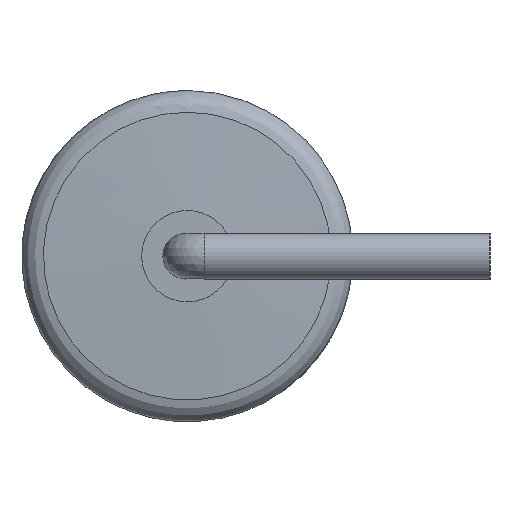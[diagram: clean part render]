
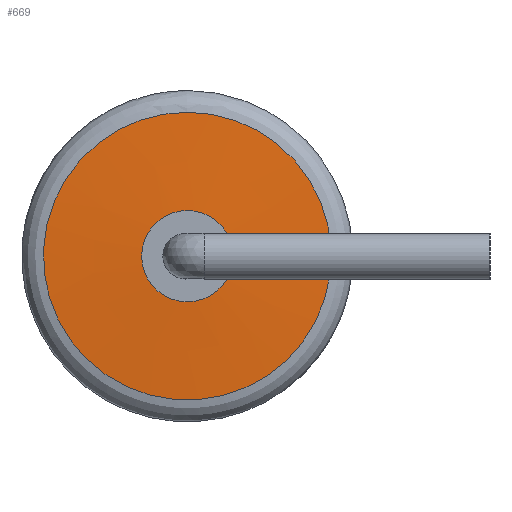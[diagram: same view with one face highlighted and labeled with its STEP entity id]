
A CAD part, left-side view. The second image highlights one B-rep face of the part: STEP entity #669.
In plain terms, the highlighted conical face has half-angle 87.274 degrees and reference radius 0.8 mm.
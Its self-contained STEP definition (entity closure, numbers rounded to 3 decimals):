
#434 = ( BOUNDED_SURFACE() B_SPLINE_SURFACE(2,13,(
    (#435,#436,#437,#438,#439,#440,#441,#442,#443,#444,#445,#446,#447
      ,#448)
    ,(#449,#450,#451,#452,#453,#454,#455,#456,#457,#458,#459,#460,#461
      ,#462)
    ,(#463,#464,#465,#466,#467,#468,#469,#470,#471,#472,#473,#474,#475
,#476
    )),.UNSPECIFIED.,.F.,.T.,.F.) B_SPLINE_SURFACE_WITH_KNOTS((3,3),(14,
    14),(0.,18.221),(0.,18.221),
.PIECEWISE_BEZIER_KNOTS.) GEOMETRIC_REPRESENTATION_ITEM() 
RATIONAL_B_SPLINE_SURFACE((
    (1.,1.,1.,1.,1.,1.,1.,1.,1.,1.,1.,1.,1.,1.)
    ,(0.724,0.724,0.724,0.724
      ,0.724,0.724,0.724,0.724
      ,0.724,0.724,0.724,0.724
      ,0.724,0.724)
    ,(1.,1.,1.,1.,1.,1.,1.,1.,1.,1.,1.,1.,1.,1.
))) REPRESENTATION_ITEM('') SURFACE() );
#435 = CARTESIAN_POINT('',(-8.168,0.,
    2.519));
#436 = CARTESIAN_POINT('',(-8.168,-1.2,
    2.519));
#437 = CARTESIAN_POINT('',(-8.168,-2.427,
    1.899));
#438 = CARTESIAN_POINT('',(-8.168,-3.305,0.623
    ));
#439 = CARTESIAN_POINT('',(-8.168,-3.44,
    -1.133));
#440 = CARTESIAN_POINT('',(-8.168,-2.504,
    -2.651));
#441 = CARTESIAN_POINT('',(-8.168,-1.139,
    -3.763));
#442 = CARTESIAN_POINT('',(-8.168,1.139,
    -3.763));
#443 = CARTESIAN_POINT('',(-8.168,2.504,
    -2.651));
#444 = CARTESIAN_POINT('',(-8.168,3.44,
    -1.133));
#445 = CARTESIAN_POINT('',(-8.168,3.305,0.623
    ));
#446 = CARTESIAN_POINT('',(-8.168,2.427,1.899)
  );
#447 = CARTESIAN_POINT('',(-8.168,1.2,2.519
    ));
#448 = CARTESIAN_POINT('',(-8.168,0.,
    2.519));
#449 = CARTESIAN_POINT('',(-8.15,0.,2.9));
#450 = CARTESIAN_POINT('',(-8.15,-1.381,2.9));
#451 = CARTESIAN_POINT('',(-8.15,-2.795,2.186));
#452 = CARTESIAN_POINT('',(-8.15,-3.805,0.717));
#453 = CARTESIAN_POINT('',(-8.15,-3.96,-1.305));
#454 = CARTESIAN_POINT('',(-8.15,-2.883,
    -3.051));
#455 = CARTESIAN_POINT('',(-8.15,-1.311,
    -4.332));
#456 = CARTESIAN_POINT('',(-8.15,1.311,
    -4.332));
#457 = CARTESIAN_POINT('',(-8.15,2.883,-3.051));
#458 = CARTESIAN_POINT('',(-8.15,3.96,-1.305));
#459 = CARTESIAN_POINT('',(-8.15,3.805,0.717));
#460 = CARTESIAN_POINT('',(-8.15,2.795,2.186));
#461 = CARTESIAN_POINT('',(-8.15,1.381,2.9));
#462 = CARTESIAN_POINT('',(-8.15,0.,2.9));
#463 = CARTESIAN_POINT('',(-7.769,0.,2.9));
#464 = CARTESIAN_POINT('',(-7.769,-1.381,2.9));
#465 = CARTESIAN_POINT('',(-7.769,-2.795,2.186
    ));
#466 = CARTESIAN_POINT('',(-7.769,-3.805,
    0.717));
#467 = CARTESIAN_POINT('',(-7.769,-3.96,
    -1.305));
#468 = CARTESIAN_POINT('',(-7.769,-2.883,
    -3.051));
#469 = CARTESIAN_POINT('',(-7.769,-1.311,
    -4.332));
#470 = CARTESIAN_POINT('',(-7.769,1.311,
    -4.332));
#471 = CARTESIAN_POINT('',(-7.769,2.883,
    -3.051));
#472 = CARTESIAN_POINT('',(-7.769,3.96,-1.305
    ));
#473 = CARTESIAN_POINT('',(-7.769,3.805,0.717)
  );
#474 = CARTESIAN_POINT('',(-7.769,2.795,2.186)
  );
#475 = CARTESIAN_POINT('',(-7.769,1.381,2.9));
#476 = CARTESIAN_POINT('',(-7.769,0.,2.9));
#545 = VERTEX_POINT('',#546);
#546 = CARTESIAN_POINT('',(-8.168,0.,
    2.519));
#567 = EDGE_CURVE('',#545,#545,#568,.T.);
#568 = SURFACE_CURVE('',#569,(#584,#591),.PCURVE_S1.);
#569 = ( BOUNDED_CURVE() B_SPLINE_CURVE(13,(#570,#571,#572,#573,#574,
    #575,#576,#577,#578,#579,#580,#581,#582,#583),.UNSPECIFIED.,.T.,.F.)
 B_SPLINE_CURVE_WITH_KNOTS((14,14),(0.,18.221),
.PIECEWISE_BEZIER_KNOTS.) CURVE() GEOMETRIC_REPRESENTATION_ITEM() 
RATIONAL_B_SPLINE_CURVE((1.,1.,1.,1.,1.,1.,1.,1.,1.,
1.,1.,1.,1.,1.)) REPRESENTATION_ITEM('') );
#570 = CARTESIAN_POINT('',(-8.168,0.,
    2.519));
#571 = CARTESIAN_POINT('',(-8.168,-1.2,
    2.519));
#572 = CARTESIAN_POINT('',(-8.168,-2.427,
    1.899));
#573 = CARTESIAN_POINT('',(-8.168,-3.305,0.623
    ));
#574 = CARTESIAN_POINT('',(-8.168,-3.44,
    -1.133));
#575 = CARTESIAN_POINT('',(-8.168,-2.504,
    -2.651));
#576 = CARTESIAN_POINT('',(-8.168,-1.139,
    -3.763));
#577 = CARTESIAN_POINT('',(-8.168,1.139,
    -3.763));
#578 = CARTESIAN_POINT('',(-8.168,2.504,
    -2.651));
#579 = CARTESIAN_POINT('',(-8.168,3.44,
    -1.133));
#580 = CARTESIAN_POINT('',(-8.168,3.305,0.623
    ));
#581 = CARTESIAN_POINT('',(-8.168,2.427,1.899)
  );
#582 = CARTESIAN_POINT('',(-8.168,1.2,2.519
    ));
#583 = CARTESIAN_POINT('',(-8.168,0.,
    2.519));
#584 = PCURVE('',#434,#585);
#585 = DEFINITIONAL_REPRESENTATION('',(#586),#590);
#586 = LINE('',#587,#588);
#587 = CARTESIAN_POINT('',(0.,0.));
#588 = VECTOR('',#589,1.);
#589 = DIRECTION('',(0.,1.));
#590 = ( GEOMETRIC_REPRESENTATION_CONTEXT(2) 
PARAMETRIC_REPRESENTATION_CONTEXT() REPRESENTATION_CONTEXT('2D SPACE',''
  ) );
#591 = PCURVE('',#592,#597);
#592 = CONICAL_SURFACE('',#593,0.8,1.523);
#593 = AXIS2_PLACEMENT_3D('',#594,#595,#596);
#594 = CARTESIAN_POINT('',(-8.25,0.,0.));
#595 = DIRECTION('',(1.,0.,0.));
#596 = DIRECTION('',(0.,0.,1.));
#597 = DEFINITIONAL_REPRESENTATION('',(#598),#633);
#598 = B_SPLINE_CURVE_WITH_KNOTS('',9,(#599,#600,#601,#602,#603,#604,
    #605,#606,#607,#608,#609,#610,#611,#612,#613,#614,#615,#616,#617,
    #618,#619,#620,#621,#622,#623,#624,#625,#626,#627,#628,#629,#630,
    #631,#632),.UNSPECIFIED.,.F.,.F.,(10,8,8,8,10),(0.,
    4.555,9.111,13.666,18.221),
  .UNSPECIFIED.);
#599 = CARTESIAN_POINT('',(0.,0.082));
#600 = CARTESIAN_POINT('',(0.172,0.082));
#601 = CARTESIAN_POINT('',(0.346,0.082));
#602 = CARTESIAN_POINT('',(0.52,0.082));
#603 = CARTESIAN_POINT('',(0.695,0.082));
#604 = CARTESIAN_POINT('',(0.87,0.082));
#605 = CARTESIAN_POINT('',(1.045,0.082));
#606 = CARTESIAN_POINT('',(1.22,0.082));
#607 = CARTESIAN_POINT('',(1.395,0.082));
#608 = CARTESIAN_POINT('',(1.745,0.082));
#609 = CARTESIAN_POINT('',(1.92,0.082));
#610 = CARTESIAN_POINT('',(2.094,0.082));
#611 = CARTESIAN_POINT('',(2.269,0.082));
#612 = CARTESIAN_POINT('',(2.443,0.082));
#613 = CARTESIAN_POINT('',(2.618,0.082));
#614 = CARTESIAN_POINT('',(2.793,0.082));
#615 = CARTESIAN_POINT('',(2.967,0.082));
#616 = CARTESIAN_POINT('',(3.316,0.082));
#617 = CARTESIAN_POINT('',(3.491,0.082));
#618 = CARTESIAN_POINT('',(3.665,0.082));
#619 = CARTESIAN_POINT('',(3.84,0.082));
#620 = CARTESIAN_POINT('',(4.014,0.082));
#621 = CARTESIAN_POINT('',(4.189,0.082));
#622 = CARTESIAN_POINT('',(4.363,0.082));
#623 = CARTESIAN_POINT('',(4.538,0.082));
#624 = CARTESIAN_POINT('',(4.888,0.082));
#625 = CARTESIAN_POINT('',(5.063,0.082));
#626 = CARTESIAN_POINT('',(5.238,0.082));
#627 = CARTESIAN_POINT('',(5.413,0.082));
#628 = CARTESIAN_POINT('',(5.588,0.082));
#629 = CARTESIAN_POINT('',(5.763,0.082));
#630 = CARTESIAN_POINT('',(5.938,0.082));
#631 = CARTESIAN_POINT('',(6.111,0.082));
#632 = CARTESIAN_POINT('',(6.283,0.082));
#633 = ( GEOMETRIC_REPRESENTATION_CONTEXT(2) 
PARAMETRIC_REPRESENTATION_CONTEXT() REPRESENTATION_CONTEXT('2D SPACE',''
  ) );
#669 = ADVANCED_FACE('',(#670),#592,.T.);
#670 = FACE_BOUND('',#671,.T.);
#671 = EDGE_LOOP('',(#672,#695,#722,#723));
#672 = ORIENTED_EDGE('',*,*,#673,.F.);
#673 = EDGE_CURVE('',#674,#545,#676,.T.);
#674 = VERTEX_POINT('',#675);
#675 = CARTESIAN_POINT('',(-8.25,0.,0.8));
#676 = SEAM_CURVE('',#677,(#681,#688),.PCURVE_S1.);
#677 = LINE('',#678,#679);
#678 = CARTESIAN_POINT('',(-8.25,0.,0.8));
#679 = VECTOR('',#680,1.);
#680 = DIRECTION('',(0.048,0.,
    0.999));
#681 = PCURVE('',#592,#682);
#682 = DEFINITIONAL_REPRESENTATION('',(#683),#687);
#683 = LINE('',#684,#685);
#684 = CARTESIAN_POINT('',(0.,0.));
#685 = VECTOR('',#686,1.);
#686 = DIRECTION('',(0.,1.));
#687 = ( GEOMETRIC_REPRESENTATION_CONTEXT(2) 
PARAMETRIC_REPRESENTATION_CONTEXT() REPRESENTATION_CONTEXT('2D SPACE',''
  ) );
#688 = PCURVE('',#592,#689);
#689 = DEFINITIONAL_REPRESENTATION('',(#690),#694);
#690 = LINE('',#691,#692);
#691 = CARTESIAN_POINT('',(6.283,0.));
#692 = VECTOR('',#693,1.);
#693 = DIRECTION('',(0.,1.));
#694 = ( GEOMETRIC_REPRESENTATION_CONTEXT(2) 
PARAMETRIC_REPRESENTATION_CONTEXT() REPRESENTATION_CONTEXT('2D SPACE',''
  ) );
#695 = ORIENTED_EDGE('',*,*,#696,.T.);
#696 = EDGE_CURVE('',#674,#674,#697,.T.);
#697 = SURFACE_CURVE('',#698,(#703,#710),.PCURVE_S1.);
#698 = CIRCLE('',#699,0.8);
#699 = AXIS2_PLACEMENT_3D('',#700,#701,#702);
#700 = CARTESIAN_POINT('',(-8.25,0.,0.));
#701 = DIRECTION('',(1.,0.,0.));
#702 = DIRECTION('',(0.,0.,1.));
#703 = PCURVE('',#592,#704);
#704 = DEFINITIONAL_REPRESENTATION('',(#705),#709);
#705 = LINE('',#706,#707);
#706 = CARTESIAN_POINT('',(0.,0.));
#707 = VECTOR('',#708,1.);
#708 = DIRECTION('',(1.,0.));
#709 = ( GEOMETRIC_REPRESENTATION_CONTEXT(2) 
PARAMETRIC_REPRESENTATION_CONTEXT() REPRESENTATION_CONTEXT('2D SPACE',''
  ) );
#710 = PCURVE('',#711,#716);
#711 = PLANE('',#712);
#712 = AXIS2_PLACEMENT_3D('',#713,#714,#715);
#713 = CARTESIAN_POINT('',(-8.25,0.,0.));
#714 = DIRECTION('',(1.,0.,0.));
#715 = DIRECTION('',(0.,0.,1.));
#716 = DEFINITIONAL_REPRESENTATION('',(#717),#721);
#717 = CIRCLE('',#718,0.8);
#718 = AXIS2_PLACEMENT_2D('',#719,#720);
#719 = CARTESIAN_POINT('',(0.,0.));
#720 = DIRECTION('',(1.,0.));
#721 = ( GEOMETRIC_REPRESENTATION_CONTEXT(2) 
PARAMETRIC_REPRESENTATION_CONTEXT() REPRESENTATION_CONTEXT('2D SPACE',''
  ) );
#722 = ORIENTED_EDGE('',*,*,#673,.T.);
#723 = ORIENTED_EDGE('',*,*,#567,.F.);
